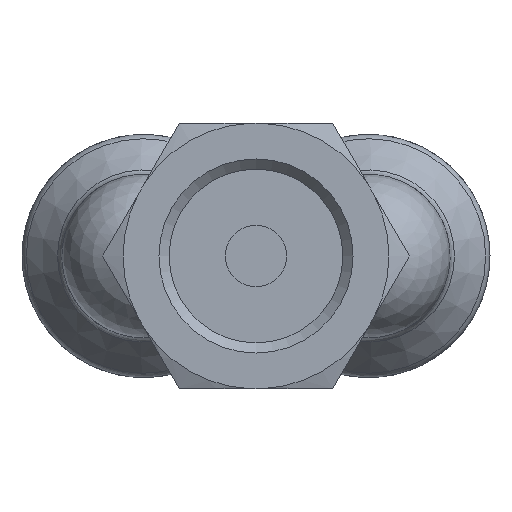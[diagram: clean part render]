
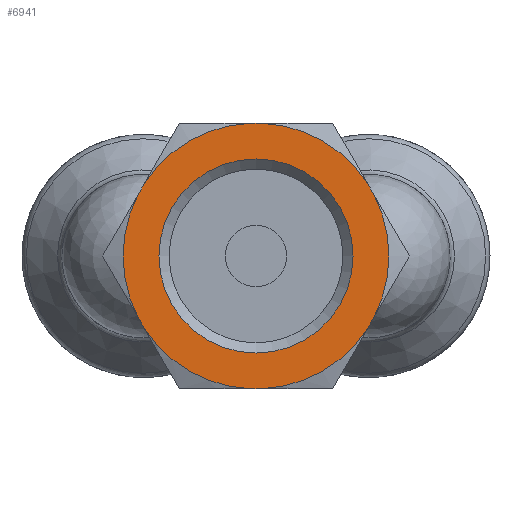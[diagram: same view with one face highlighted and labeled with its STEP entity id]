
A CAD part, front view. The second image highlights one B-rep face of the part: STEP entity #6941.
In plain terms, the highlighted face is planar.
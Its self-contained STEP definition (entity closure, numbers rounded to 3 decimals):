
#6806=CARTESIAN_POINT('',(-20.8,0.,-4.75));
#6807=VERTEX_POINT('',#6806);
#6808=CARTESIAN_POINT('',(-20.8,0.,0.0));
#6809=DIRECTION('',(-1.0,0.0,0.0));
#6810=DIRECTION('',(0.0,0.0,1.0));
#6811=AXIS2_PLACEMENT_3D('',#6808,#6809,#6810);
#6812=CIRCLE('',#6811,4.75);
#6813=EDGE_CURVE('',#6807,#6807,#6812,.T.);
#6829=CARTESIAN_POINT('',(-20.8,5.391,0.0));
#6830=DIRECTION('',(-1.0,0.0,0.0));
#6831=DIRECTION('',(0.0,0.0,1.0));
#6832=AXIS2_PLACEMENT_3D('',#6829,#6830,#6831);
#6833=PLANE('',#6832);
#6834=CARTESIAN_POINT('',(-20.8,5.764,3.017));
#6835=VERTEX_POINT('',#6834);
#6836=CARTESIAN_POINT('',(-20.8,5.764,-3.017));
#6837=VERTEX_POINT('',#6836);
#6838=CARTESIAN_POINT('',(-20.8,0.,0.0));
#6839=DIRECTION('',(-1.0,0.0,0.0));
#6840=DIRECTION('',(0.0,1.0,0.0));
#6841=AXIS2_PLACEMENT_3D('',#6838,#6839,#6840);
#6842=CIRCLE('',#6841,6.506);
#6843=EDGE_CURVE('',#6835,#6837,#6842,.T.);
#6844=ORIENTED_EDGE('',*,*,#6843,.T.);
#6845=CARTESIAN_POINT('',(-20.8,5.495,-3.483));
#6846=VERTEX_POINT('',#6845);
#6847=CARTESIAN_POINT('',(-20.8,5.495,-3.483));
#6848=DIRECTION('',(0.0,0.5,0.866));
#6849=VECTOR('',#6848,0.537);
#6850=LINE('',#6847,#6849);
#6851=EDGE_CURVE('',#6846,#6837,#6850,.T.);
#6852=ORIENTED_EDGE('',*,*,#6851,.F.);
#6853=CARTESIAN_POINT('',(-20.8,0.269,-6.5));
#6854=VERTEX_POINT('',#6853);
#6855=CARTESIAN_POINT('',(-20.8,0.,0.0));
#6856=DIRECTION('',(-1.0,0.0,0.0));
#6857=DIRECTION('',(0.0,1.0,0.0));
#6858=AXIS2_PLACEMENT_3D('',#6855,#6856,#6857);
#6859=CIRCLE('',#6858,6.506);
#6860=EDGE_CURVE('',#6846,#6854,#6859,.T.);
#6861=ORIENTED_EDGE('',*,*,#6860,.T.);
#6862=CARTESIAN_POINT('',(-20.8,-0.269,-6.5));
#6863=VERTEX_POINT('',#6862);
#6864=CARTESIAN_POINT('',(-20.8,-0.269,-6.5));
#6865=DIRECTION('',(0.0,1.0,0.0));
#6866=VECTOR('',#6865,0.537);
#6867=LINE('',#6864,#6866);
#6868=EDGE_CURVE('',#6863,#6854,#6867,.T.);
#6869=ORIENTED_EDGE('',*,*,#6868,.F.);
#6870=CARTESIAN_POINT('',(-20.8,-5.495,-3.483));
#6871=VERTEX_POINT('',#6870);
#6872=CARTESIAN_POINT('',(-20.8,0.,0.0));
#6873=DIRECTION('',(-1.0,0.0,0.0));
#6874=DIRECTION('',(0.0,1.0,0.0));
#6875=AXIS2_PLACEMENT_3D('',#6872,#6873,#6874);
#6876=CIRCLE('',#6875,6.506);
#6877=EDGE_CURVE('',#6863,#6871,#6876,.T.);
#6878=ORIENTED_EDGE('',*,*,#6877,.T.);
#6879=CARTESIAN_POINT('',(-20.8,-5.764,-3.017));
#6880=VERTEX_POINT('',#6879);
#6881=CARTESIAN_POINT('',(-20.8,-5.764,-3.017));
#6882=DIRECTION('',(0.0,0.5,-0.866));
#6883=VECTOR('',#6882,0.537);
#6884=LINE('',#6881,#6883);
#6885=EDGE_CURVE('',#6880,#6871,#6884,.T.);
#6886=ORIENTED_EDGE('',*,*,#6885,.F.);
#6887=CARTESIAN_POINT('',(-20.8,-5.764,3.017));
#6888=VERTEX_POINT('',#6887);
#6889=CARTESIAN_POINT('',(-20.8,0.,0.0));
#6890=DIRECTION('',(-1.0,0.0,0.0));
#6891=DIRECTION('',(0.0,1.0,0.0));
#6892=AXIS2_PLACEMENT_3D('',#6889,#6890,#6891);
#6893=CIRCLE('',#6892,6.506);
#6894=EDGE_CURVE('',#6880,#6888,#6893,.T.);
#6895=ORIENTED_EDGE('',*,*,#6894,.T.);
#6896=CARTESIAN_POINT('',(-20.8,-5.495,3.483));
#6897=VERTEX_POINT('',#6896);
#6898=CARTESIAN_POINT('',(-20.8,-5.495,3.483));
#6899=DIRECTION('',(0.0,-0.5,-0.866));
#6900=VECTOR('',#6899,0.537);
#6901=LINE('',#6898,#6900);
#6902=EDGE_CURVE('',#6897,#6888,#6901,.T.);
#6903=ORIENTED_EDGE('',*,*,#6902,.F.);
#6904=CARTESIAN_POINT('',(-20.8,-0.269,6.5));
#6905=VERTEX_POINT('',#6904);
#6906=CARTESIAN_POINT('',(-20.8,0.,0.0));
#6907=DIRECTION('',(-1.0,0.0,0.0));
#6908=DIRECTION('',(0.0,1.0,0.0));
#6909=AXIS2_PLACEMENT_3D('',#6906,#6907,#6908);
#6910=CIRCLE('',#6909,6.506);
#6911=EDGE_CURVE('',#6897,#6905,#6910,.T.);
#6912=ORIENTED_EDGE('',*,*,#6911,.T.);
#6913=CARTESIAN_POINT('',(-20.8,0.269,6.5));
#6914=VERTEX_POINT('',#6913);
#6915=CARTESIAN_POINT('',(-20.8,0.269,6.5));
#6916=DIRECTION('',(0.0,-1.0,0.0));
#6917=VECTOR('',#6916,0.537);
#6918=LINE('',#6915,#6917);
#6919=EDGE_CURVE('',#6914,#6905,#6918,.T.);
#6920=ORIENTED_EDGE('',*,*,#6919,.F.);
#6921=CARTESIAN_POINT('',(-20.8,5.495,3.483));
#6922=VERTEX_POINT('',#6921);
#6923=CARTESIAN_POINT('',(-20.8,0.,0.0));
#6924=DIRECTION('',(-1.0,0.0,0.0));
#6925=DIRECTION('',(0.0,1.0,0.0));
#6926=AXIS2_PLACEMENT_3D('',#6923,#6924,#6925);
#6927=CIRCLE('',#6926,6.506);
#6928=EDGE_CURVE('',#6914,#6922,#6927,.T.);
#6929=ORIENTED_EDGE('',*,*,#6928,.T.);
#6930=CARTESIAN_POINT('',(-20.8,5.764,3.017));
#6931=DIRECTION('',(0.0,-0.5,0.866));
#6932=VECTOR('',#6931,0.537);
#6933=LINE('',#6930,#6932);
#6934=EDGE_CURVE('',#6835,#6922,#6933,.T.);
#6935=ORIENTED_EDGE('',*,*,#6934,.F.);
#6936=EDGE_LOOP('',(#6844,#6852,#6861,#6869,#6878,#6886,#6895,#6903,#6912,#6920,#6929,#6935));
#6937=FACE_OUTER_BOUND('',#6936,.T.);
#6938=ORIENTED_EDGE('',*,*,#6813,.F.);
#6939=EDGE_LOOP('',(#6938));
#6940=FACE_BOUND('',#6939,.T.);
#6941=ADVANCED_FACE('',(#6937,#6940),#6833,.T.);
